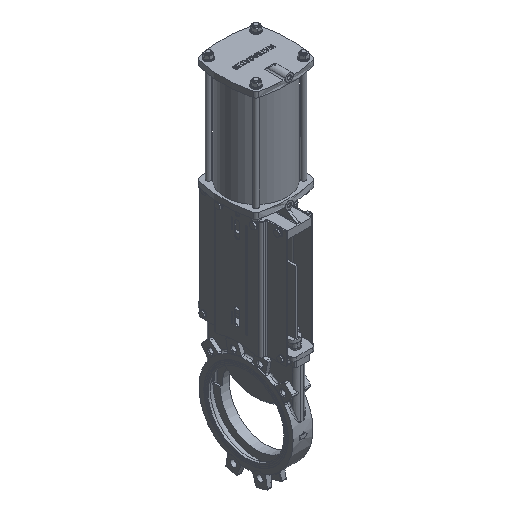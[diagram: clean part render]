
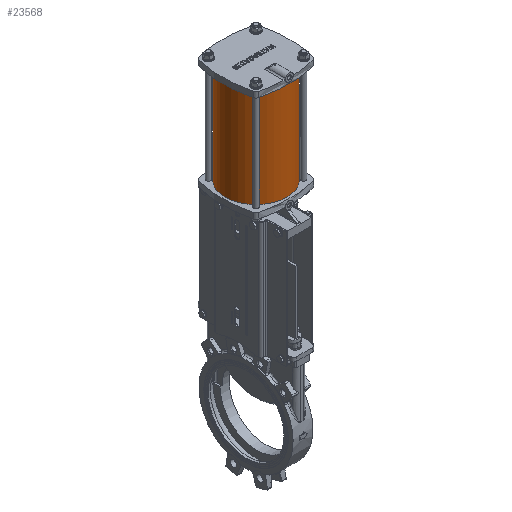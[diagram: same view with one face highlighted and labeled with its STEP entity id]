
A CAD part, isometric view. The second image highlights one B-rep face of the part: STEP entity #23568.
In plain terms, the highlighted cylindrical face has radius 105 mm (diameter 210 mm), a full revolution.
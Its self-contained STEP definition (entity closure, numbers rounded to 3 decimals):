
#1673=CYLINDRICAL_SURFACE('',#25815,105.);
#3045=FACE_OUTER_BOUND('',#4535,.T.);
#4535=EDGE_LOOP('',(#21103,#21104,#21105,#21106));
#6479=LINE('',#43674,#8365);
#8365=VECTOR('',#31547,105.);
#9275=CIRCLE('',#25810,105.);
#9277=CIRCLE('',#25814,105.);
#11390=VERTEX_POINT('',#43664);
#11392=VERTEX_POINT('',#43671);
#14654=EDGE_CURVE('',#11390,#11390,#9275,.T.);
#14657=EDGE_CURVE('',#11392,#11392,#9277,.T.);
#14658=EDGE_CURVE('',#11392,#11390,#6479,.T.);
#21103=ORIENTED_EDGE('',*,*,#14657,.T.);
#21104=ORIENTED_EDGE('',*,*,#14658,.T.);
#21105=ORIENTED_EDGE('',*,*,#14654,.F.);
#21106=ORIENTED_EDGE('',*,*,#14658,.F.);
#23568=ADVANCED_FACE('',(#3045),#1673,.T.);
#25810=AXIS2_PLACEMENT_3D('',#43665,#31534,#31535);
#25814=AXIS2_PLACEMENT_3D('',#43672,#31543,#31544);
#25815=AXIS2_PLACEMENT_3D('',#43673,#31545,#31546);
#31534=DIRECTION('center_axis',(0.,0.,-1.));
#31535=DIRECTION('ref_axis',(-1.,0.,0.));
#31543=DIRECTION('center_axis',(0.,0.,-1.));
#31544=DIRECTION('ref_axis',(-1.,0.,0.));
#31545=DIRECTION('center_axis',(0.,0.,1.));
#31546=DIRECTION('ref_axis',(-1.,0.,0.));
#31547=DIRECTION('',(0.,0.,-1.));
#43664=CARTESIAN_POINT('',(105.,0.,0.));
#43665=CARTESIAN_POINT('Origin',(0.,0.,0.));
#43671=CARTESIAN_POINT('',(105.,0.,340.));
#43672=CARTESIAN_POINT('Origin',(0.,0.,340.));
#43673=CARTESIAN_POINT('Origin',(0.,0.,0.));
#43674=CARTESIAN_POINT('',(105.,0.,0.));
